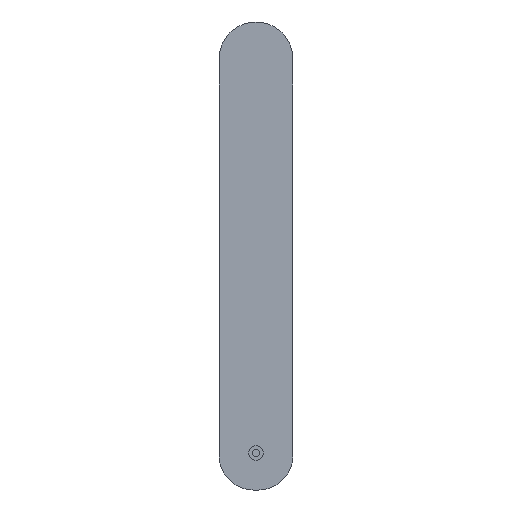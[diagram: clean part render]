
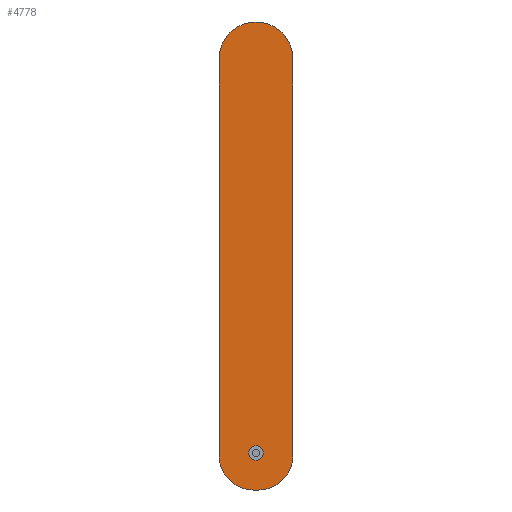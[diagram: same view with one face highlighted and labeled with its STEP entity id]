
A CAD part, front view. The second image highlights one B-rep face of the part: STEP entity #4778.
In plain terms, the highlighted planar face has unit normal (0, -1, 0).
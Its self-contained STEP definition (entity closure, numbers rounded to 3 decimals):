
#2159=DIRECTION('',(0.,0.,1.));
#2160=VECTOR('',#2159,161.1);
#2161=CARTESIAN_POINT('',(15.,-18.5,-1.1));
#2162=LINE('',#2161,#2160);
#2163=CARTESIAN_POINT('',(0.,-18.5,0.));
#2164=DIRECTION('',(0.,-1.,0.));
#2165=DIRECTION('',(-1.,0.,0.));
#2166=AXIS2_PLACEMENT_3D('',#2163,#2164,#2165);
#2168=CARTESIAN_POINT('',(0.,-18.5,0.));
#2169=DIRECTION('',(0.,-1.,0.));
#2170=DIRECTION('',(1.,0.,0.));
#2171=AXIS2_PLACEMENT_3D('',#2168,#2169,#2170);
#2173=CARTESIAN_POINT('',(0.,-18.5,160.));
#2174=DIRECTION('',(0.,1.,0.));
#2175=DIRECTION('',(-1.,0.,0.));
#2176=AXIS2_PLACEMENT_3D('',#2173,#2174,#2175);
#2178=CARTESIAN_POINT('',(1.1,-18.5,-1.1));
#2179=DIRECTION('',(0.,-1.,0.));
#2180=DIRECTION('',(0.,0.,-1.));
#2181=AXIS2_PLACEMENT_3D('',#2178,#2179,#2180);
#2183=DIRECTION('',(1.,0.,0.));
#2184=VECTOR('',#2183,2.2);
#2185=CARTESIAN_POINT('',(-1.1,-18.5,-15.));
#2186=LINE('',#2185,#2184);
#2187=CARTESIAN_POINT('',(-1.1,-18.5,-1.1));
#2188=DIRECTION('',(0.,-1.,0.));
#2189=DIRECTION('',(-1.,0.,0.));
#2190=AXIS2_PLACEMENT_3D('',#2187,#2188,#2189);
#2250=DIRECTION('',(0.,0.,-1.));
#2251=VECTOR('',#2250,161.1);
#2252=CARTESIAN_POINT('',(-15.,-18.5,160.));
#2253=LINE('',#2252,#2251);
#3408=CARTESIAN_POINT('',(1.1,-18.5,-15.));
#3409=CARTESIAN_POINT('',(15.,-18.5,-1.1));
#3410=VERTEX_POINT('',#3408);
#3411=VERTEX_POINT('',#3409);
#3420=CARTESIAN_POINT('',(-15.,-18.5,-1.1));
#3421=VERTEX_POINT('',#3420);
#3422=CARTESIAN_POINT('',(-1.1,-18.5,-15.));
#3423=VERTEX_POINT('',#3422);
#3428=CARTESIAN_POINT('',(-3.,-18.5,0.));
#3429=CARTESIAN_POINT('',(3.,-18.5,0.));
#3430=VERTEX_POINT('',#3428);
#3431=VERTEX_POINT('',#3429);
#3444=CARTESIAN_POINT('',(15.,-18.5,160.));
#3445=VERTEX_POINT('',#3444);
#3446=CARTESIAN_POINT('',(-15.,-18.5,160.));
#3447=VERTEX_POINT('',#3446);
#4756=CARTESIAN_POINT('',(0.,-18.5,0.));
#4757=DIRECTION('',(0.,-1.,0.));
#4758=DIRECTION('',(0.,0.,-1.));
#4759=AXIS2_PLACEMENT_3D('',#4756,#4757,#4758);
#4760=PLANE('',#4759);
#4761=ORIENTED_EDGE('',*,*,#4721,.T.);
#4762=ORIENTED_EDGE('',*,*,#4737,.F.);
#4763=ORIENTED_EDGE('',*,*,#4747,.F.);
#4765=ORIENTED_EDGE('',*,*,#4764,.F.);
#4767=ORIENTED_EDGE('',*,*,#4766,.F.);
#4769=ORIENTED_EDGE('',*,*,#4768,.F.);
#4770=EDGE_LOOP('',(#4761,#4762,#4763,#4765,#4767,#4769));
#4771=FACE_OUTER_BOUND('',#4770,.F.);
#4773=ORIENTED_EDGE('',*,*,#4772,.T.);
#4775=ORIENTED_EDGE('',*,*,#4774,.T.);
#4776=EDGE_LOOP('',(#4773,#4775));
#4777=FACE_BOUND('',#4776,.F.);
#4778=ADVANCED_FACE('',(#4771,#4777),#4760,.T.);
#2167=CIRCLE('',#2166,3.);
#2172=CIRCLE('',#2171,3.);
#2177=CIRCLE('',#2176,15.);
#2182=CIRCLE('',#2181,13.9);
#2191=CIRCLE('',#2190,13.9);
#4721=EDGE_CURVE('',#3447,#3445,#2177,.T.);
#4737=EDGE_CURVE('',#3411,#3445,#2162,.T.);
#4747=EDGE_CURVE('',#3410,#3411,#2182,.T.);
#4764=EDGE_CURVE('',#3423,#3410,#2186,.T.);
#4766=EDGE_CURVE('',#3421,#3423,#2191,.T.);
#4768=EDGE_CURVE('',#3447,#3421,#2253,.T.);
#4772=EDGE_CURVE('',#3430,#3431,#2167,.T.);
#4774=EDGE_CURVE('',#3431,#3430,#2172,.T.);
